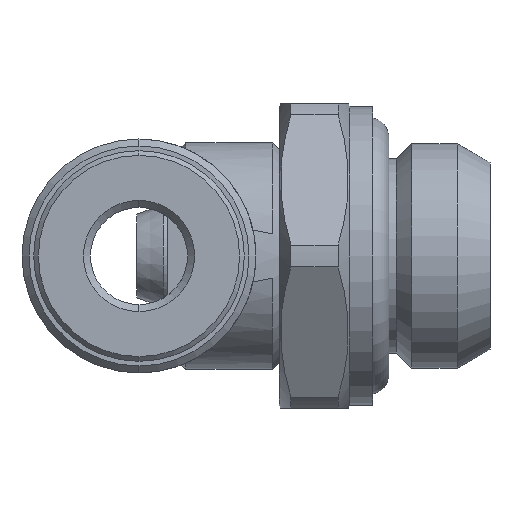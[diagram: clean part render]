
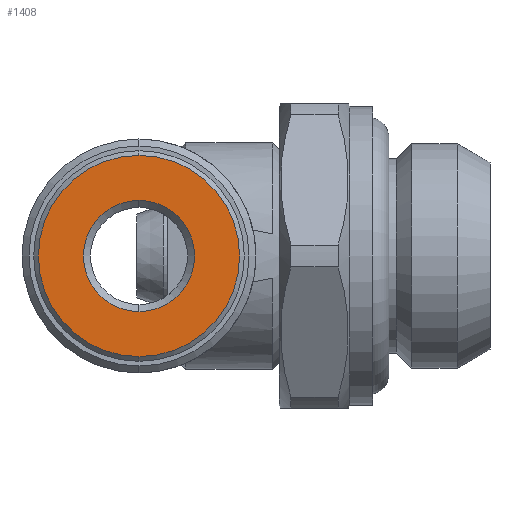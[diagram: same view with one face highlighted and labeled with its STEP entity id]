
A CAD part, left-side view. The second image highlights one B-rep face of the part: STEP entity #1408.
In plain terms, the highlighted planar face has unit normal (-1, 0, 0).
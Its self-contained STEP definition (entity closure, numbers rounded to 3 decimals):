
#406 = AXIS2_PLACEMENT_3D ( 'NONE', #3611, #3612, #3613 ) ;
#408 = CIRCLE ( 'NONE', #406, 2.375 ) ;
#434 = AXIS2_PLACEMENT_3D ( 'NONE', #2359, #2360, #2361 ) ;
#436 = CIRCLE ( 'NONE', #434, 4.3 ) ;
#617 = FACE_OUTER_BOUND ( 'NONE', #3169, .T. ) ;
#639 = FACE_BOUND ( 'NONE', #3165, .T. ) ;
#994 = AXIS2_PLACEMENT_3D ( 'NONE', #1874, #1893, #1885 ) ;
#1145 = AXIS2_PLACEMENT_3D ( 'NONE', #2674, #2675, #2676 ) ;
#1180 = CIRCLE ( 'NONE', #1145, 2.375 ) ;
#1191 = AXIS2_PLACEMENT_3D ( 'NONE', #2671, #2672, #2673 ) ;
#1197 = CIRCLE ( 'NONE', #1191, 4.3 ) ;
#1408 = ADVANCED_FACE ( 'NONE', ( #617, #639 ), #1742, .F. ) ;
#1544 = EDGE_CURVE ( 'NONE', #2840, #2852, #436, .T. ) ;
#1565 = EDGE_CURVE ( 'NONE', #2843, #2875, #408, .T. ) ;
#1693 = EDGE_CURVE ( 'NONE', #2852, #2840, #1197, .T. ) ;
#1694 = EDGE_CURVE ( 'NONE', #2875, #2843, #1180, .T. ) ;
#1742 = PLANE ( 'NONE',  #994 ) ;
#1874 = CARTESIAN_POINT ( 'NONE',  ( -16.1, 4.3, 0. ) ) ;
#1885 = DIRECTION ( 'NONE',  ( 0., 0., 1. ) ) ;
#1893 = DIRECTION ( 'NONE',  ( 1., 0., 0. ) ) ;
#2359 = CARTESIAN_POINT ( 'NONE',  ( -16.1, 0., 0. ) ) ;
#2360 = DIRECTION ( 'NONE',  ( 1., 0., 0. ) ) ;
#2361 = DIRECTION ( 'NONE',  ( 0., 0., 1. ) ) ;
#2671 = CARTESIAN_POINT ( 'NONE',  ( -16.1, 0., 0. ) ) ;
#2672 = DIRECTION ( 'NONE',  ( 1., 0., 0. ) ) ;
#2673 = DIRECTION ( 'NONE',  ( 0., 0., 1. ) ) ;
#2674 = CARTESIAN_POINT ( 'NONE',  ( -16.1, 0., 0. ) ) ;
#2675 = DIRECTION ( 'NONE',  ( 1., 0., 0. ) ) ;
#2676 = DIRECTION ( 'NONE',  ( 0., 0., 1. ) ) ;
#2840 = VERTEX_POINT ( 'NONE', #3419 ) ;
#2843 = VERTEX_POINT ( 'NONE', #3422 ) ;
#2852 = VERTEX_POINT ( 'NONE', #3431 ) ;
#2875 = VERTEX_POINT ( 'NONE', #3454 ) ;
#3100 = ORIENTED_EDGE ( 'NONE', *, *, #1694, .T. ) ;
#3103 = ORIENTED_EDGE ( 'NONE', *, *, #1565, .T. ) ;
#3133 = ORIENTED_EDGE ( 'NONE', *, *, #1693, .F. ) ;
#3158 = ORIENTED_EDGE ( 'NONE', *, *, #1544, .F. ) ;
#3165 = EDGE_LOOP ( 'NONE', ( #3103, #3100 ) ) ;
#3169 = EDGE_LOOP ( 'NONE', ( #3158, #3133 ) ) ;
#3419 = CARTESIAN_POINT ( 'NONE',  ( -16.1, 0., 4.3 ) ) ;
#3422 = CARTESIAN_POINT ( 'NONE',  ( -16.1, 0., -2.375 ) ) ;
#3431 = CARTESIAN_POINT ( 'NONE',  ( -16.1, 0., -4.3 ) ) ;
#3454 = CARTESIAN_POINT ( 'NONE',  ( -16.1, 0., 2.375 ) ) ;
#3611 = CARTESIAN_POINT ( 'NONE',  ( -16.1, 0., 0. ) ) ;
#3612 = DIRECTION ( 'NONE',  ( 1., 0., 0. ) ) ;
#3613 = DIRECTION ( 'NONE',  ( 0., 0., 1. ) ) ;
